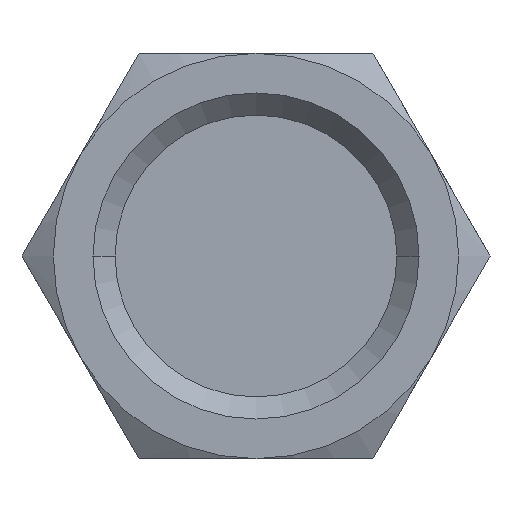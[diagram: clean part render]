
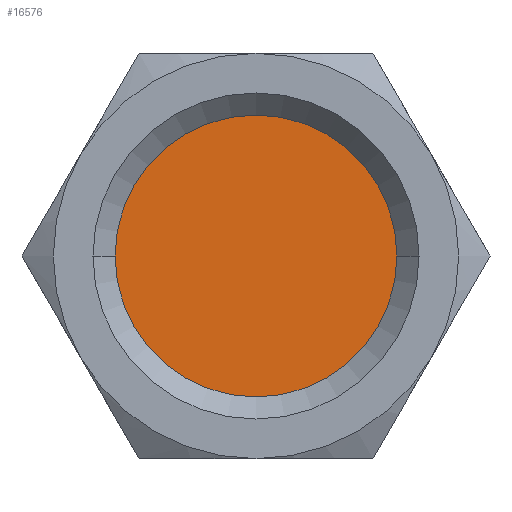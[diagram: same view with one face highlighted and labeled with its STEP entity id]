
A CAD part, front view. The second image highlights one B-rep face of the part: STEP entity #16576.
In plain terms, the highlighted planar face has unit normal (0, -1, 0).
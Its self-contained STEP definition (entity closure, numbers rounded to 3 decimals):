
#3637 = EDGE_LOOP ( 'NONE', ( #35487, #35488 ) ) ;
#5136 = FACE_OUTER_BOUND ( 'NONE', #3637, .T. ) ;
#6843 = PLANE ( 'NONE',  #25119 ) ;
#6851 = CARTESIAN_POINT ( 'NONE',  ( 0., 2.207, 0. ) ) ;
#6852 = DIRECTION ( 'NONE',  ( 0., -1., 0. ) ) ;
#6853 = DIRECTION ( 'NONE',  ( 1., 0., 0. ) ) ;
#8320 = CARTESIAN_POINT ( 'NONE',  ( 7.65, 2.207, 0. ) ) ;
#8333 = CARTESIAN_POINT ( 'NONE',  ( -7.65, 2.207, 0. ) ) ;
#11274 = EDGE_CURVE ( 'NONE', #23067, #23054, #22809, .T. ) ;
#11306 = EDGE_CURVE ( 'NONE', #23054, #23067, #22829, .T. ) ;
#11935 = CARTESIAN_POINT ( 'NONE',  ( 0., 2.207, 0. ) ) ;
#11937 = DIRECTION ( 'NONE',  ( 0., 1., 0. ) ) ;
#11939 = DIRECTION ( 'NONE',  ( 1., 0., 0. ) ) ;
#16576 = ADVANCED_FACE ( 'NONE', ( #5136 ), #6843, .T. ) ;
#22626 = CARTESIAN_POINT ( 'NONE',  ( 0., 2.207, 0. ) ) ;
#22627 = DIRECTION ( 'NONE',  ( 0., 1., 0. ) ) ;
#22628 = DIRECTION ( 'NONE',  ( 1., 0., 0. ) ) ;
#22754 = AXIS2_PLACEMENT_3D ( 'NONE', #22626, #22627, #22628 ) ;
#22809 = CIRCLE ( 'NONE', #22754, 7.65 ) ;
#22829 = CIRCLE ( 'NONE', #24950, 7.65 ) ;
#23054 = VERTEX_POINT ( 'NONE', #8320 ) ;
#23067 = VERTEX_POINT ( 'NONE', #8333 ) ;
#24950 = AXIS2_PLACEMENT_3D ( 'NONE', #11935, #11937, #11939 ) ;
#25119 = AXIS2_PLACEMENT_3D ( 'NONE', #6851, #6852, #6853 ) ;
#35487 = ORIENTED_EDGE ( 'NONE', *, *, #11306, .F. ) ;
#35488 = ORIENTED_EDGE ( 'NONE', *, *, #11274, .F. ) ;
